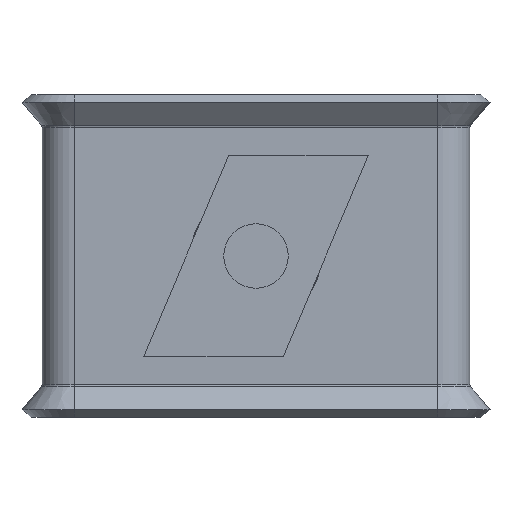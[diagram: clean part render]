
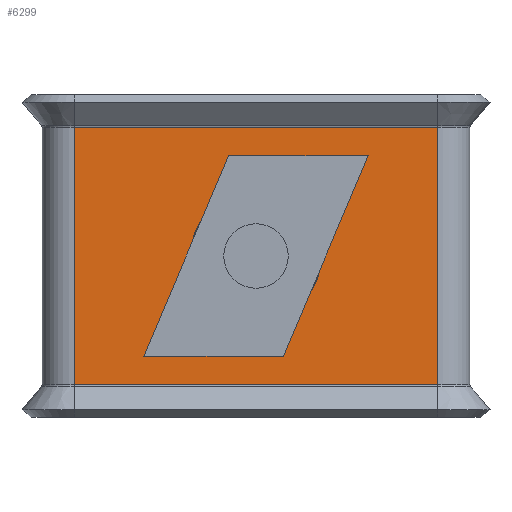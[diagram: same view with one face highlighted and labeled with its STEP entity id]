
A CAD part, front view. The second image highlights one B-rep face of the part: STEP entity #6299.
In plain terms, the highlighted planar face has unit normal (0, -1, 0).
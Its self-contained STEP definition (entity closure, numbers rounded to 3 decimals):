
#266 = VERTEX_POINT ( 'NONE', #3585 ) ;
#478 = EDGE_LOOP ( 'NONE', ( #8703, #8930, #8612, #5112 ) ) ;
#613 = DIRECTION ( 'NONE',  ( 0., 0., 1. ) ) ;
#841 = CARTESIAN_POINT ( 'NONE',  ( -22.5, -1.5, -15.947 ) ) ;
#927 = CARTESIAN_POINT ( 'NONE',  ( -22.5, -1.5, 15.947 ) ) ;
#1392 = VECTOR ( 'NONE', #1932, 1000. ) ;
#1444 = CARTESIAN_POINT ( 'NONE',  ( -22.5, -1.5, 12.5 ) ) ;
#1510 = CARTESIAN_POINT ( 'NONE',  ( 22.5, -1.5, -15.947 ) ) ;
#1681 = VERTEX_POINT ( 'NONE', #7869 ) ;
#1834 = LINE ( 'NONE', #927, #4531 ) ;
#1932 = DIRECTION ( 'NONE',  ( 0., 0., -1. ) ) ;
#2041 = LINE ( 'NONE', #1510, #7523 ) ;
#2220 = EDGE_CURVE ( 'NONE', #8698, #1681, #5062, .T. ) ;
#2222 = DIRECTION ( 'NONE',  ( -1., 0., 0. ) ) ;
#2266 = LINE ( 'NONE', #8810, #8326 ) ;
#2587 = AXIS2_PLACEMENT_3D ( 'NONE', #7207, #4037, #5450 ) ;
#2699 = CIRCLE ( 'NONE', #5739, 8.121 ) ;
#3068 = PLANE ( 'NONE',  #2587 ) ;
#3089 = CARTESIAN_POINT ( 'NONE',  ( 0., -1.5, 0. ) ) ;
#3208 = AXIS2_PLACEMENT_3D ( 'NONE', #3089, #7312, #7547 ) ;
#3279 = ORIENTED_EDGE ( 'NONE', *, *, #2220, .F. ) ;
#3440 = FACE_OUTER_BOUND ( 'NONE', #478, .T. ) ;
#3585 = CARTESIAN_POINT ( 'NONE',  ( -22.5, -1.5, 15.947 ) ) ;
#3760 = CARTESIAN_POINT ( 'NONE',  ( 22.5, -1.5, -15.947 ) ) ;
#3889 = LINE ( 'NONE', #1444, #1392 ) ;
#4037 = DIRECTION ( 'NONE',  ( 0., 1., 0. ) ) ;
#4131 = DIRECTION ( 'NONE',  ( 0., 0., 1. ) ) ;
#4161 = ORIENTED_EDGE ( 'NONE', *, *, #7354, .F. ) ;
#4531 = VECTOR ( 'NONE', #6094, 1000. ) ;
#4578 = VERTEX_POINT ( 'NONE', #3760 ) ;
#4790 = EDGE_LOOP ( 'NONE', ( #4161, #3279 ) ) ;
#5062 = CIRCLE ( 'NONE', #3208, 8.121 ) ;
#5112 = ORIENTED_EDGE ( 'NONE', *, *, #5903, .F. ) ;
#5450 = DIRECTION ( 'NONE',  ( 0., 0., 1. ) ) ;
#5531 = CARTESIAN_POINT ( 'NONE',  ( 8.121, -1.5, 0. ) ) ;
#5739 = AXIS2_PLACEMENT_3D ( 'NONE', #6974, #7495, #4131 ) ;
#5903 = EDGE_CURVE ( 'NONE', #4578, #8343, #2041, .T. ) ;
#5980 = FACE_BOUND ( 'NONE', #4790, .T. ) ;
#6056 = VERTEX_POINT ( 'NONE', #7909 ) ;
#6094 = DIRECTION ( 'NONE',  ( 1., 0., 0. ) ) ;
#6299 = ADVANCED_FACE ( 'NONE', ( #3440, #5980 ), #3068, .F. ) ;
#6452 = EDGE_CURVE ( 'NONE', #4578, #6056, #2266, .T. ) ;
#6974 = CARTESIAN_POINT ( 'NONE',  ( 0., -1.5, 0. ) ) ;
#6995 = EDGE_CURVE ( 'NONE', #266, #8343, #3889, .T. ) ;
#7207 = CARTESIAN_POINT ( 'NONE',  ( 0., -1.5, 0. ) ) ;
#7312 = DIRECTION ( 'NONE',  ( 0., -1., 0. ) ) ;
#7354 = EDGE_CURVE ( 'NONE', #1681, #8698, #2699, .T. ) ;
#7495 = DIRECTION ( 'NONE',  ( 0., -1., 0. ) ) ;
#7523 = VECTOR ( 'NONE', #2222, 1000. ) ;
#7536 = EDGE_CURVE ( 'NONE', #266, #6056, #1834, .T. ) ;
#7547 = DIRECTION ( 'NONE',  ( 0., 0., 1. ) ) ;
#7869 = CARTESIAN_POINT ( 'NONE',  ( -8.121, -1.5, 0. ) ) ;
#7909 = CARTESIAN_POINT ( 'NONE',  ( 22.5, -1.5, 15.947 ) ) ;
#8326 = VECTOR ( 'NONE', #613, 1000. ) ;
#8343 = VERTEX_POINT ( 'NONE', #841 ) ;
#8612 = ORIENTED_EDGE ( 'NONE', *, *, #6995, .T. ) ;
#8698 = VERTEX_POINT ( 'NONE', #5531 ) ;
#8703 = ORIENTED_EDGE ( 'NONE', *, *, #6452, .T. ) ;
#8810 = CARTESIAN_POINT ( 'NONE',  ( 22.5, -1.5, -12.5 ) ) ;
#8930 = ORIENTED_EDGE ( 'NONE', *, *, #7536, .F. ) ;
